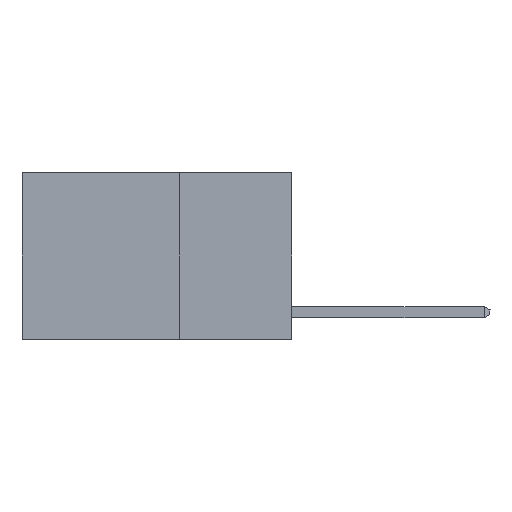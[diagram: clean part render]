
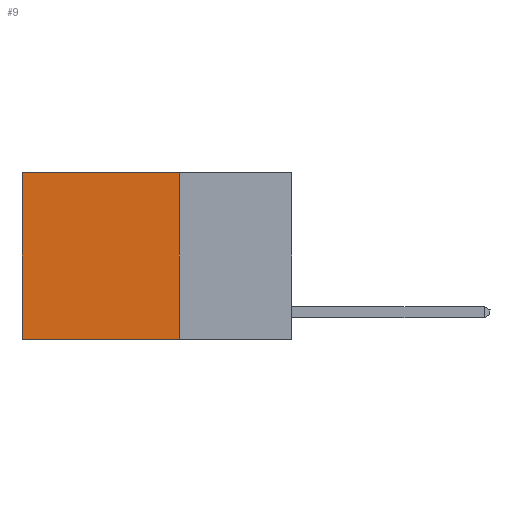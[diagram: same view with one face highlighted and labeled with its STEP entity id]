
A CAD part, left-side view. The second image highlights one B-rep face of the part: STEP entity #9.
In plain terms, the highlighted planar face has unit normal (-1, 0, 0).
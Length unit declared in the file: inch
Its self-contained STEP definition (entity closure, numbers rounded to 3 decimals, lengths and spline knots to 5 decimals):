
#9 = ADVANCED_FACE ( 'NONE', ( #6851 ), #15481, .F. ) ;
#896 = LINE ( 'NONE', #5216, #4978 ) ;
#946 = ORIENTED_EDGE ( 'NONE', *, *, #18506, .T. ) ;
#2460 = EDGE_CURVE ( 'NONE', #16627, #15789, #7215, .T. ) ;
#4978 = VECTOR ( 'NONE', #7225, 39.37008 ) ;
#5062 = CARTESIAN_POINT ( 'NONE',  ( 0.2625, 0.6, 0. ) ) ;
#5150 = DIRECTION ( 'NONE',  ( 0., 0., -1. ) ) ;
#5216 = CARTESIAN_POINT ( 'NONE',  ( 0.2625, 0.25, -0.37 ) ) ;
#5482 = VERTEX_POINT ( 'NONE', #25336 ) ;
#6851 = FACE_OUTER_BOUND ( 'NONE', #21079, .T. ) ;
#7215 = LINE ( 'NONE', #16137, #11955 ) ;
#7225 = DIRECTION ( 'NONE',  ( 0., 1., 0. ) ) ;
#9937 = VERTEX_POINT ( 'NONE', #15992 ) ;
#10328 = EDGE_CURVE ( 'NONE', #16627, #9937, #11185, .T. ) ;
#11185 = LINE ( 'NONE', #23119, #21032 ) ;
#11955 = VECTOR ( 'NONE', #23869, 39.37008 ) ;
#14164 = EDGE_CURVE ( 'NONE', #9937, #5482, #896, .T. ) ;
#14533 = ORIENTED_EDGE ( 'NONE', *, *, #2460, .T. ) ;
#15399 = DIRECTION ( 'NONE',  ( 0., 0., -1. ) ) ;
#15481 = PLANE ( 'NONE',  #25578 ) ;
#15789 = VERTEX_POINT ( 'NONE', #19352 ) ;
#15992 = CARTESIAN_POINT ( 'NONE',  ( 0.2625, 0.25, -0.37 ) ) ;
#16137 = CARTESIAN_POINT ( 'NONE',  ( 0.2625, 0.25, 0. ) ) ;
#16478 = CARTESIAN_POINT ( 'NONE',  ( 0.2625, 0.25, 0. ) ) ;
#16627 = VERTEX_POINT ( 'NONE', #23694 ) ;
#18506 = EDGE_CURVE ( 'NONE', #15789, #5482, #19298, .T. ) ;
#19123 = DIRECTION ( 'NONE',  ( 1., 0., 0. ) ) ;
#19298 = LINE ( 'NONE', #5062, #24419 ) ;
#19352 = CARTESIAN_POINT ( 'NONE',  ( 0.2625, 0.6, 0. ) ) ;
#21032 = VECTOR ( 'NONE', #25053, 39.37008 ) ;
#21079 = EDGE_LOOP ( 'NONE', ( #946, #22123, #23427, #14533 ) ) ;
#22123 = ORIENTED_EDGE ( 'NONE', *, *, #14164, .F. ) ;
#23119 = CARTESIAN_POINT ( 'NONE',  ( 0.2625, 0.25, 0. ) ) ;
#23427 = ORIENTED_EDGE ( 'NONE', *, *, #10328, .F. ) ;
#23694 = CARTESIAN_POINT ( 'NONE',  ( 0.2625, 0.25, 0. ) ) ;
#23869 = DIRECTION ( 'NONE',  ( 0., 1., 0. ) ) ;
#24419 = VECTOR ( 'NONE', #5150, 39.37008 ) ;
#25053 = DIRECTION ( 'NONE',  ( 0., 0., -1. ) ) ;
#25336 = CARTESIAN_POINT ( 'NONE',  ( 0.2625, 0.6, -0.37 ) ) ;
#25578 = AXIS2_PLACEMENT_3D ( 'NONE', #16478, #19123, #15399 ) ;
